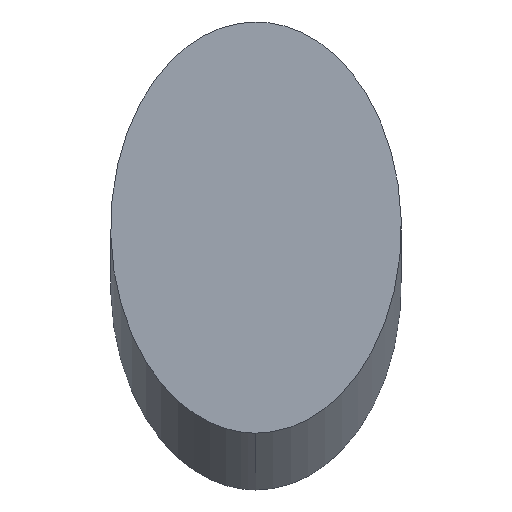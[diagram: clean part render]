
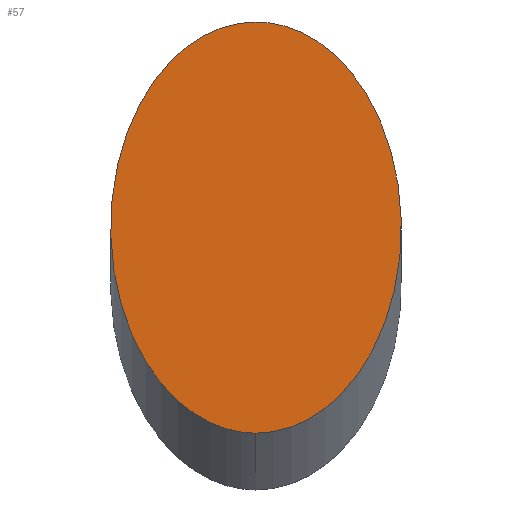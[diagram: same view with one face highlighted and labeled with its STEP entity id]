
A CAD part, top view. The second image highlights one B-rep face of the part: STEP entity #57.
In plain terms, the highlighted planar face has unit normal (0, 0, 1).
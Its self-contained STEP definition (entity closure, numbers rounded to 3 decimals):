
#3 = CARTESIAN_POINT ( 'NONE',  ( 118.392, 3.031, 12.502 ) ) ;
#12 = CARTESIAN_POINT ( 'NONE',  ( -9.608, 3.031, 12.502 ) ) ;
#14 = CARTESIAN_POINT ( 'NONE',  ( 54.392, 93.551, 12.502 ) ) ;
#17 = CARTESIAN_POINT ( 'NONE',  ( 54.392, 93.551, 12.502 ) ) ;
#28 = EDGE_LOOP ( 'NONE', ( #145, #107 ) ) ;
#31 =( BOUNDED_CURVE ( )  B_SPLINE_CURVE ( 3, ( #14, #147, #12, #102 ),
 .UNSPECIFIED., .F., .T. ) 
 B_SPLINE_CURVE_WITH_KNOTS ( ( 4, 4 ),
 ( 0., 3.142 ),
 .UNSPECIFIED. ) 
 CURVE ( )  GEOMETRIC_REPRESENTATION_ITEM ( )  RATIONAL_B_SPLINE_CURVE ( ( 1., 0.333, 0.333, 1. ) ) 
 REPRESENTATION_ITEM ( '' )  );
#51 = CARTESIAN_POINT ( 'NONE',  ( 54.392, 3.031, 12.502 ) ) ;
#52 = CARTESIAN_POINT ( 'NONE',  ( 54.392, 3.031, 12.502 ) ) ;
#57 = ADVANCED_FACE ( 'NONE', ( #114 ), #146, .T. ) ;
#58 = EDGE_CURVE ( 'NONE', #141, #94, #31, .T. ) ;
#60 = DIRECTION ( 'NONE',  ( 1., 0., 0. ) ) ;
#75 = CARTESIAN_POINT ( 'NONE',  ( 54.392, 93.551, 12.502 ) ) ;
#80 =( BOUNDED_CURVE ( )  B_SPLINE_CURVE ( 3, ( #52, #3, #98, #75 ),
 .UNSPECIFIED., .F., .F. ) 
 B_SPLINE_CURVE_WITH_KNOTS ( ( 4, 4 ),
 ( 3.142, 6.283 ),
 .UNSPECIFIED. ) 
 CURVE ( )  GEOMETRIC_REPRESENTATION_ITEM ( )  RATIONAL_B_SPLINE_CURVE ( ( 1., 0.333, 0.333, 1. ) ) 
 REPRESENTATION_ITEM ( '' )  );
#82 = DIRECTION ( 'NONE',  ( 0., 0., 1. ) ) ;
#94 = VERTEX_POINT ( 'NONE', #51 ) ;
#98 = CARTESIAN_POINT ( 'NONE',  ( 118.392, 93.551, 12.502 ) ) ;
#102 = CARTESIAN_POINT ( 'NONE',  ( 54.392, 3.031, 12.502 ) ) ;
#107 = ORIENTED_EDGE ( 'NONE', *, *, #115, .T. ) ;
#114 = FACE_OUTER_BOUND ( 'NONE', #28, .T. ) ;
#115 = EDGE_CURVE ( 'NONE', #94, #141, #80, .T. ) ;
#135 = CARTESIAN_POINT ( 'NONE',  ( 54.392, 48.291, 12.502 ) ) ;
#141 = VERTEX_POINT ( 'NONE', #17 ) ;
#144 = AXIS2_PLACEMENT_3D ( 'NONE', #135, #82, #60 ) ;
#145 = ORIENTED_EDGE ( 'NONE', *, *, #58, .T. ) ;
#146 = PLANE ( 'NONE',  #144 ) ;
#147 = CARTESIAN_POINT ( 'NONE',  ( -9.608, 93.551, 12.502 ) ) ;
